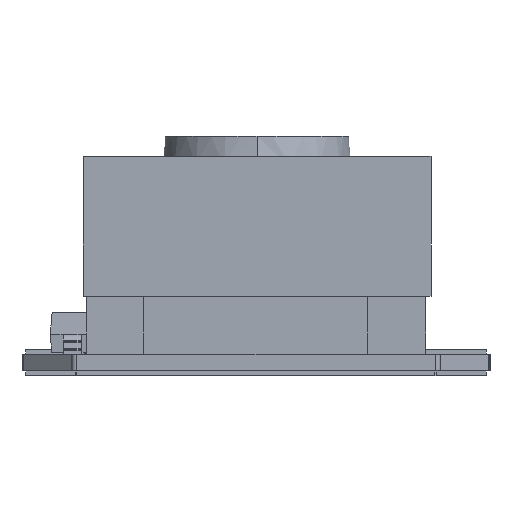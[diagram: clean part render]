
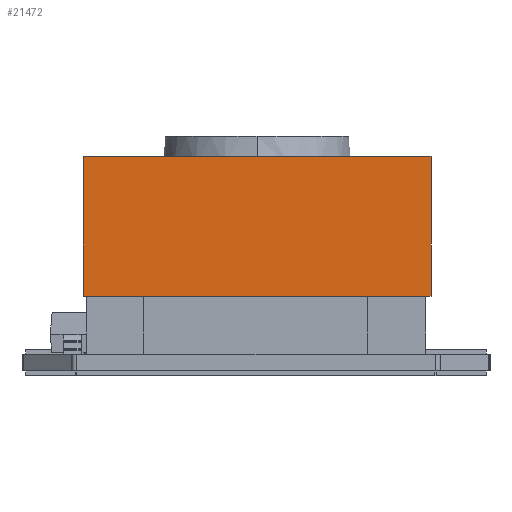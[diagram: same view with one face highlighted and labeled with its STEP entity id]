
A CAD part, left-side view. The second image highlights one B-rep face of the part: STEP entity #21472.
In plain terms, the highlighted planar face has unit normal (-1, 0, 0).
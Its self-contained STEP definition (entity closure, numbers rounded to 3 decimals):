
#670 = ORIENTED_EDGE ( 'NONE', *, *, #9114, .T. ) ;
#2117 = ORIENTED_EDGE ( 'NONE', *, *, #18276, .F. ) ;
#5186 = LINE ( 'NONE', #11532, #43474 ) ;
#5339 = DIRECTION ( 'NONE',  ( 0., -1., 0. ) ) ;
#5595 = VERTEX_POINT ( 'NONE', #32409 ) ;
#6534 = ORIENTED_EDGE ( 'NONE', *, *, #28142, .F. ) ;
#8012 = VECTOR ( 'NONE', #40738, 1000. ) ;
#9114 = EDGE_CURVE ( 'NONE', #12792, #10546, #32793, .T. ) ;
#10546 = VERTEX_POINT ( 'NONE', #32070 ) ;
#10602 = CARTESIAN_POINT ( 'NONE',  ( -59.663, 10.075, 4.95 ) ) ;
#11532 = CARTESIAN_POINT ( 'NONE',  ( -59.663, 10.075, 4.95 ) ) ;
#12792 = VERTEX_POINT ( 'NONE', #28401 ) ;
#14833 = FACE_OUTER_BOUND ( 'NONE', #17599, .T. ) ;
#17599 = EDGE_LOOP ( 'NONE', ( #670, #6534, #2117, #40374 ) ) ;
#18276 = EDGE_CURVE ( 'NONE', #5595, #44058, #38094, .T. ) ;
#18506 = CARTESIAN_POINT ( 'NONE',  ( -59.663, 10.075, 1.45 ) ) ;
#19036 = DIRECTION ( 'NONE',  ( 0., 0., -1. ) ) ;
#19884 = CARTESIAN_POINT ( 'NONE',  ( -59.663, 1.375, 4.95 ) ) ;
#21472 = ADVANCED_FACE ( 'NONE', ( #14833 ), #21652, .F. ) ;
#21652 = PLANE ( 'NONE',  #41675 ) ;
#21985 = VECTOR ( 'NONE', #5339, 1000. ) ;
#24748 = VECTOR ( 'NONE', #31483, 1000. ) ;
#28142 = EDGE_CURVE ( 'NONE', #44058, #10546, #30748, .T. ) ;
#28401 = CARTESIAN_POINT ( 'NONE',  ( -59.663, 10.075, 1.45 ) ) ;
#28451 = DIRECTION ( 'NONE',  ( 1., 0., 0. ) ) ;
#30748 = LINE ( 'NONE', #19884, #8012 ) ;
#31483 = DIRECTION ( 'NONE',  ( 0., -1., 0. ) ) ;
#32070 = CARTESIAN_POINT ( 'NONE',  ( -59.663, 1.375, 1.45 ) ) ;
#32409 = CARTESIAN_POINT ( 'NONE',  ( -59.663, 10.075, 4.95 ) ) ;
#32793 = LINE ( 'NONE', #18506, #21985 ) ;
#35061 = CARTESIAN_POINT ( 'NONE',  ( -59.663, 10.075, 4.95 ) ) ;
#38094 = LINE ( 'NONE', #10602, #24748 ) ;
#38871 = DIRECTION ( 'NONE',  ( 0., 0., -1. ) ) ;
#40374 = ORIENTED_EDGE ( 'NONE', *, *, #44633, .T. ) ;
#40738 = DIRECTION ( 'NONE',  ( 0., 0., -1. ) ) ;
#41675 = AXIS2_PLACEMENT_3D ( 'NONE', #35061, #28451, #38871 ) ;
#43474 = VECTOR ( 'NONE', #19036, 1000. ) ;
#43699 = CARTESIAN_POINT ( 'NONE',  ( -59.663, 1.375, 4.95 ) ) ;
#44058 = VERTEX_POINT ( 'NONE', #43699 ) ;
#44633 = EDGE_CURVE ( 'NONE', #5595, #12792, #5186, .T. ) ;
